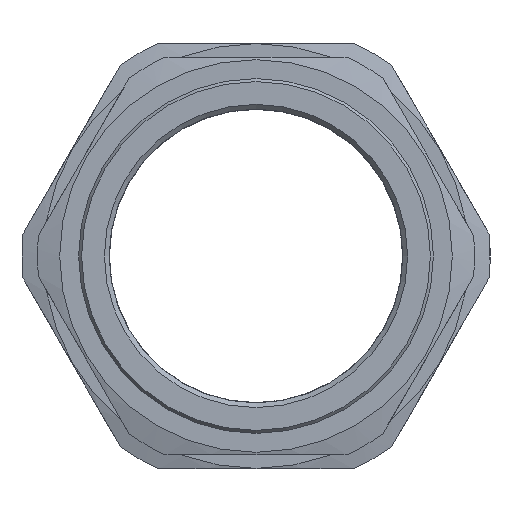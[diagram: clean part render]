
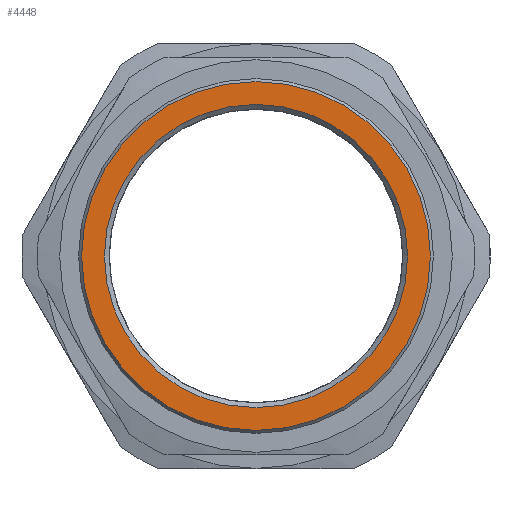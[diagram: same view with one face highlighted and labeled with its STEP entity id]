
A CAD part, left-side view. The second image highlights one B-rep face of the part: STEP entity #4448.
In plain terms, the highlighted planar face has unit normal (-1, 0, 0).
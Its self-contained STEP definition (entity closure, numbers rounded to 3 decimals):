
#76 = DIRECTION ( 'NONE',  ( 0., 0., -1. ) ) ;
#238 = DIRECTION ( 'NONE',  ( 0., 0., -1. ) ) ;
#555 = VERTEX_POINT ( 'NONE', #4027 ) ;
#853 = DIRECTION ( 'NONE',  ( 1., 0., 0. ) ) ;
#857 = PLANE ( 'NONE',  #4940 ) ;
#894 = CARTESIAN_POINT ( 'NONE',  ( 0., 0., 0. ) ) ;
#1246 = ORIENTED_EDGE ( 'NONE', *, *, #2261, .T. ) ;
#1310 = DIRECTION ( 'NONE',  ( 1., 0., 0. ) ) ;
#1509 = FACE_BOUND ( 'NONE', #3015, .T. ) ;
#1776 = CARTESIAN_POINT ( 'NONE',  ( 0., 0., 0. ) ) ;
#1999 = AXIS2_PLACEMENT_3D ( 'NONE', #894, #853, #238 ) ;
#2154 = CARTESIAN_POINT ( 'NONE',  ( 0., 0., -32.05 ) ) ;
#2261 = EDGE_CURVE ( 'NONE', #555, #555, #2718, .T. ) ;
#2718 = CIRCLE ( 'NONE', #5011, 36.87 ) ;
#2796 = FACE_OUTER_BOUND ( 'NONE', #3963, .T. ) ;
#3015 = EDGE_LOOP ( 'NONE', ( #5757 ) ) ;
#3073 = EDGE_CURVE ( 'NONE', #3545, #3545, #5492, .T. ) ;
#3391 = DIRECTION ( 'NONE',  ( -1., 0., 0. ) ) ;
#3545 = VERTEX_POINT ( 'NONE', #2154 ) ;
#3963 = EDGE_LOOP ( 'NONE', ( #1246 ) ) ;
#4027 = CARTESIAN_POINT ( 'NONE',  ( 0., 0., -36.87 ) ) ;
#4448 = ADVANCED_FACE ( 'NONE', ( #2796, #1509 ), #857, .F. ) ;
#4790 = CARTESIAN_POINT ( 'NONE',  ( 0., 0., 0. ) ) ;
#4940 = AXIS2_PLACEMENT_3D ( 'NONE', #1776, #1310, #5075 ) ;
#5011 = AXIS2_PLACEMENT_3D ( 'NONE', #4790, #3391, #76 ) ;
#5075 = DIRECTION ( 'NONE',  ( 0., 0., -1. ) ) ;
#5492 = CIRCLE ( 'NONE', #1999, 32.05 ) ;
#5757 = ORIENTED_EDGE ( 'NONE', *, *, #3073, .T. ) ;
